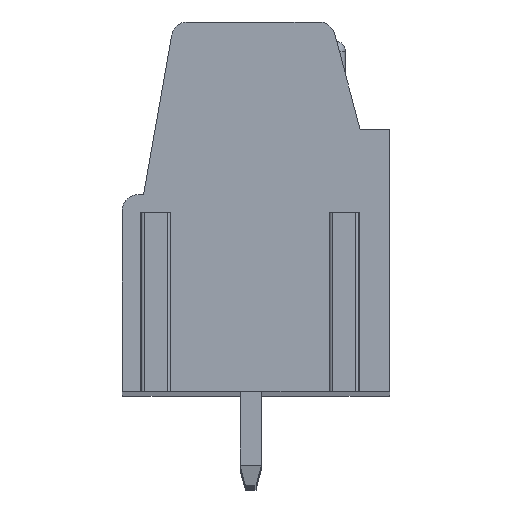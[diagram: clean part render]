
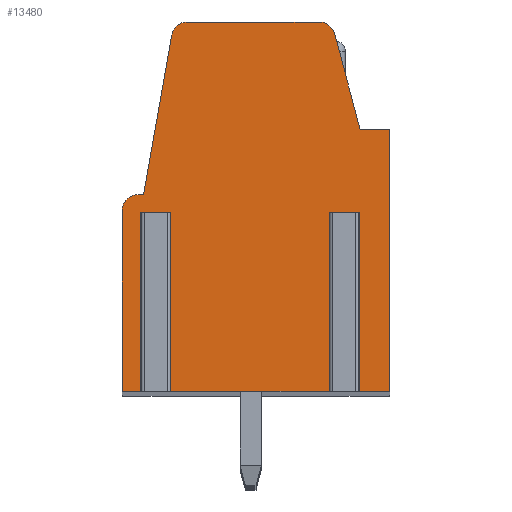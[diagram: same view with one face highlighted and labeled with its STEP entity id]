
A CAD part, top view. The second image highlights one B-rep face of the part: STEP entity #13480.
In plain terms, the highlighted planar face has unit normal (0, 0, 1).
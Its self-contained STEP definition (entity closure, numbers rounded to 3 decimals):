
#13=DIRECTION('',(-1.,0.,0.));
#14=VECTOR('',#13,0.62);
#15=CARTESIAN_POINT('',(3.61,-0.65,104.14));
#16=LINE('',#15,#14);
#17=DIRECTION('',(0.,1.,0.));
#18=VECTOR('',#17,6.7);
#19=CARTESIAN_POINT('',(2.99,-7.35,104.14));
#20=LINE('',#19,#18);
#21=DIRECTION('',(1.,0.,0.));
#22=VECTOR('',#21,6.43);
#23=CARTESIAN_POINT('',(-3.44,-7.35,104.14));
#24=LINE('',#23,#22);
#25=DIRECTION('',(0.,1.,0.));
#26=VECTOR('',#25,6.7);
#27=CARTESIAN_POINT('',(-3.44,-7.35,104.14));
#28=LINE('',#27,#26);
#29=DIRECTION('',(-1.,0.,0.));
#30=VECTOR('',#29,0.62);
#31=CARTESIAN_POINT('',(-3.44,-0.65,104.14));
#32=LINE('',#31,#30);
#33=DIRECTION('',(0.,1.,0.));
#34=VECTOR('',#33,6.7);
#35=CARTESIAN_POINT('',(-4.06,-7.35,104.14));
#36=LINE('',#35,#34);
#37=DIRECTION('',(1.,0.,0.));
#38=VECTOR('',#37,0.94);
#39=CARTESIAN_POINT('',(-5.,-7.35,104.14));
#40=LINE('',#39,#38);
#41=DIRECTION('',(0.,-1.,0.));
#42=VECTOR('',#41,6.75);
#43=CARTESIAN_POINT('',(-5.,-0.6,104.14));
#44=LINE('',#43,#42);
#45=CARTESIAN_POINT('',(-4.4,-0.6,104.14));
#46=DIRECTION('',(0.,0.,1.));
#47=DIRECTION('',(0.,1.,0.));
#48=AXIS2_PLACEMENT_3D('',#45,#46,#47);
#50=DIRECTION('',(-1.,0.,0.));
#51=VECTOR('',#50,0.2);
#52=CARTESIAN_POINT('',(-4.2,0.,104.14));
#53=LINE('',#52,#51);
#54=DIRECTION('',(-0.174,-0.985,0.));
#55=VECTOR('',#54,6.046);
#56=CARTESIAN_POINT('',(-3.15,5.954,104.14));
#57=LINE('',#56,#55);
#58=CARTESIAN_POINT('',(-2.559,5.85,104.14));
#59=DIRECTION('',(0.,0.,1.));
#60=DIRECTION('',(0.,1.,0.));
#61=AXIS2_PLACEMENT_3D('',#58,#59,#60);
#63=DIRECTION('',(-1.,0.,0.));
#64=VECTOR('',#63,4.917);
#65=CARTESIAN_POINT('',(2.358,6.45,104.14));
#66=LINE('',#65,#64);
#67=CARTESIAN_POINT('',(2.358,5.85,104.14));
#68=DIRECTION('',(0.,0.,1.));
#69=DIRECTION('',(0.966,0.259,0.));
#70=AXIS2_PLACEMENT_3D('',#67,#68,#69);
#72=DIRECTION('',(-0.259,0.966,0.));
#73=VECTOR('',#72,3.681);
#74=CARTESIAN_POINT('',(3.89,2.45,104.14));
#75=LINE('',#74,#73);
#76=DIRECTION('',(-1.,0.,0.));
#77=VECTOR('',#76,1.11);
#78=CARTESIAN_POINT('',(5.,2.45,104.14));
#79=LINE('',#78,#77);
#80=DIRECTION('',(0.,1.,0.));
#81=VECTOR('',#80,9.8);
#82=CARTESIAN_POINT('',(5.,-7.35,104.14));
#83=LINE('',#82,#81);
#84=DIRECTION('',(1.,0.,0.));
#85=VECTOR('',#84,1.39);
#86=CARTESIAN_POINT('',(3.61,-7.35,104.14));
#87=LINE('',#86,#85);
#88=DIRECTION('',(0.,1.,0.));
#89=VECTOR('',#88,6.7);
#90=CARTESIAN_POINT('',(3.61,-7.35,104.14));
#91=LINE('',#90,#89);
#10654=CARTESIAN_POINT('',(-5.,-0.6,104.14));
#10655=CARTESIAN_POINT('',(-5.,-7.35,104.14));
#10656=VERTEX_POINT('',#10654);
#10657=VERTEX_POINT('',#10655);
#10658=CARTESIAN_POINT('',(5.,-7.35,104.14));
#10659=CARTESIAN_POINT('',(5.,2.45,104.14));
#10660=VERTEX_POINT('',#10658);
#10661=VERTEX_POINT('',#10659);
#10662=CARTESIAN_POINT('',(3.89,2.45,104.14));
#10663=VERTEX_POINT('',#10662);
#10664=CARTESIAN_POINT('',(2.937,6.005,104.14));
#10665=VERTEX_POINT('',#10664);
#10666=CARTESIAN_POINT('',(2.358,6.45,104.14));
#10667=VERTEX_POINT('',#10666);
#10668=CARTESIAN_POINT('',(-2.559,6.45,104.14));
#10669=VERTEX_POINT('',#10668);
#10670=CARTESIAN_POINT('',(-3.15,5.954,104.14));
#10671=VERTEX_POINT('',#10670);
#10672=CARTESIAN_POINT('',(-4.2,0.,104.14));
#10673=VERTEX_POINT('',#10672);
#10674=CARTESIAN_POINT('',(-4.4,0.,104.14));
#10675=VERTEX_POINT('',#10674);
#10794=CARTESIAN_POINT('',(3.61,-0.65,104.14));
#10795=CARTESIAN_POINT('',(2.99,-0.65,104.14));
#10796=VERTEX_POINT('',#10794);
#10797=VERTEX_POINT('',#10795);
#10798=CARTESIAN_POINT('',(-3.44,-0.65,104.14));
#10799=CARTESIAN_POINT('',(-4.06,-0.65,104.14));
#10800=VERTEX_POINT('',#10798);
#10801=VERTEX_POINT('',#10799);
#10802=CARTESIAN_POINT('',(-4.06,-7.35,104.14));
#10803=VERTEX_POINT('',#10802);
#10804=CARTESIAN_POINT('',(-3.44,-7.35,104.14));
#10805=VERTEX_POINT('',#10804);
#10806=CARTESIAN_POINT('',(3.61,-7.35,104.14));
#10807=VERTEX_POINT('',#10806);
#10808=CARTESIAN_POINT('',(2.99,-7.35,104.14));
#10809=VERTEX_POINT('',#10808);
#13435=CARTESIAN_POINT('',(0.,0.,104.14));
#13436=DIRECTION('',(0.,0.,1.));
#13437=DIRECTION('',(1.,0.,0.));
#13438=AXIS2_PLACEMENT_3D('',#13435,#13436,#13437);
#13439=PLANE('',#13438);
#13441=ORIENTED_EDGE('',*,*,#13440,.T.);
#13443=ORIENTED_EDGE('',*,*,#13442,.F.);
#13445=ORIENTED_EDGE('',*,*,#13444,.F.);
#13447=ORIENTED_EDGE('',*,*,#13446,.T.);
#13449=ORIENTED_EDGE('',*,*,#13448,.T.);
#13451=ORIENTED_EDGE('',*,*,#13450,.F.);
#13453=ORIENTED_EDGE('',*,*,#13452,.F.);
#13455=ORIENTED_EDGE('',*,*,#13454,.F.);
#13457=ORIENTED_EDGE('',*,*,#13456,.F.);
#13459=ORIENTED_EDGE('',*,*,#13458,.F.);
#13461=ORIENTED_EDGE('',*,*,#13460,.F.);
#13463=ORIENTED_EDGE('',*,*,#13462,.F.);
#13465=ORIENTED_EDGE('',*,*,#13464,.F.);
#13467=ORIENTED_EDGE('',*,*,#13466,.F.);
#13469=ORIENTED_EDGE('',*,*,#13468,.F.);
#13471=ORIENTED_EDGE('',*,*,#13470,.F.);
#13473=ORIENTED_EDGE('',*,*,#13472,.F.);
#13475=ORIENTED_EDGE('',*,*,#13474,.F.);
#13477=ORIENTED_EDGE('',*,*,#13476,.T.);
#13478=EDGE_LOOP('',(#13441,#13443,#13445,#13447,#13449,#13451,#13453,#13455,
#13457,#13459,#13461,#13463,#13465,#13467,#13469,#13471,#13473,#13475,#13477));
#13479=FACE_OUTER_BOUND('',#13478,.F.);
#49=CIRCLE('',#48,0.6);
#62=CIRCLE('',#61,0.6);
#71=CIRCLE('',#70,0.6);
#13440=EDGE_CURVE('',#10796,#10797,#16,.T.);
#13442=EDGE_CURVE('',#10809,#10797,#20,.T.);
#13444=EDGE_CURVE('',#10805,#10809,#24,.T.);
#13446=EDGE_CURVE('',#10805,#10800,#28,.T.);
#13448=EDGE_CURVE('',#10800,#10801,#32,.T.);
#13450=EDGE_CURVE('',#10803,#10801,#36,.T.);
#13452=EDGE_CURVE('',#10657,#10803,#40,.T.);
#13454=EDGE_CURVE('',#10656,#10657,#44,.T.);
#13456=EDGE_CURVE('',#10675,#10656,#49,.T.);
#13458=EDGE_CURVE('',#10673,#10675,#53,.T.);
#13460=EDGE_CURVE('',#10671,#10673,#57,.T.);
#13462=EDGE_CURVE('',#10669,#10671,#62,.T.);
#13464=EDGE_CURVE('',#10667,#10669,#66,.T.);
#13466=EDGE_CURVE('',#10665,#10667,#71,.T.);
#13468=EDGE_CURVE('',#10663,#10665,#75,.T.);
#13470=EDGE_CURVE('',#10661,#10663,#79,.T.);
#13472=EDGE_CURVE('',#10660,#10661,#83,.T.);
#13474=EDGE_CURVE('',#10807,#10660,#87,.T.);
#13476=EDGE_CURVE('',#10807,#10796,#91,.T.);
#13480=ADVANCED_FACE('',(#13479),#13439,.T.);
